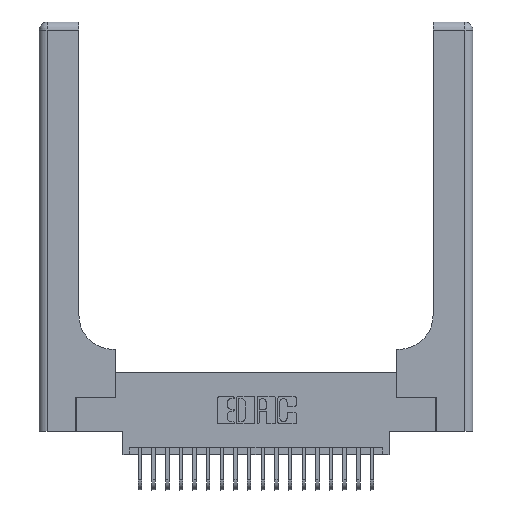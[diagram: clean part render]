
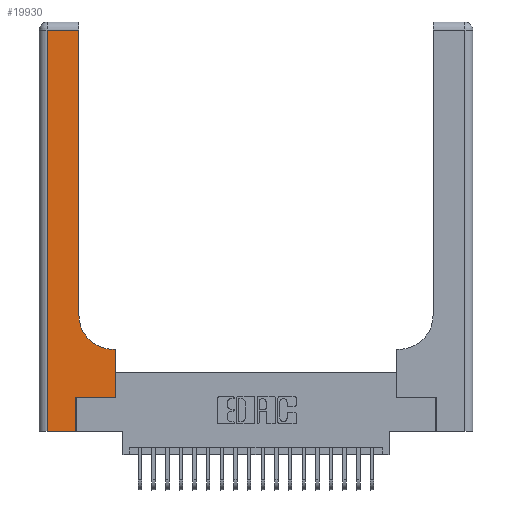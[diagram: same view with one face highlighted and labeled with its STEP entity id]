
A CAD part, top view. The second image highlights one B-rep face of the part: STEP entity #19930.
In plain terms, the highlighted planar face has unit normal (0, 0, 1).
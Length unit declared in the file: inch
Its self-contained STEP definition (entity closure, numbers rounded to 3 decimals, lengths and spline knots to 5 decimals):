
#202 = DIRECTION ( 'NONE',  ( 0., 1., 0. ) ) ;
#290 = DIRECTION ( 'NONE',  ( 0., -1., 0. ) ) ;
#649 = VERTEX_POINT ( 'NONE', #5439 ) ;
#1275 = VERTEX_POINT ( 'NONE', #15787 ) ;
#1448 = EDGE_CURVE ( 'NONE', #12721, #649, #3163, .T. ) ;
#1951 = CARTESIAN_POINT ( 'NONE',  ( 0.06, 0., 0.37 ) ) ;
#2181 = ORIENTED_EDGE ( 'NONE', *, *, #1448, .T. ) ;
#3163 = LINE ( 'NONE', #13020, #22527 ) ;
#3772 = VECTOR ( 'NONE', #21754, 39.37008 ) ;
#4007 = EDGE_LOOP ( 'NONE', ( #9313, #14600, #11799, #10345, #2181, #22386, #12799, #18636, #8500 ) ) ;
#4009 = DIRECTION ( 'NONE',  ( 0., 1., 0. ) ) ;
#4649 = CARTESIAN_POINT ( 'NONE',  ( 0.5585, 0.6, 0.37 ) ) ;
#4883 = CIRCLE ( 'NONE', #12185, 0.25 ) ;
#4973 = LINE ( 'NONE', #17230, #24220 ) ;
#4991 = LINE ( 'NONE', #10605, #3772 ) ;
#5439 = CARTESIAN_POINT ( 'NONE',  ( 0.269, 0.25, 0.37 ) ) ;
#5710 = CARTESIAN_POINT ( 'NONE',  ( 0.2915, 0.85, 0.37 ) ) ;
#5997 = FACE_OUTER_BOUND ( 'NONE', #4007, .T. ) ;
#6595 = DIRECTION ( 'NONE',  ( -1., 0., 0. ) ) ;
#7301 = EDGE_CURVE ( 'NONE', #18372, #19251, #10052, .T. ) ;
#7356 = EDGE_CURVE ( 'NONE', #649, #22466, #12689, .T. ) ;
#7514 = CARTESIAN_POINT ( 'NONE',  ( 0.2915, 0.6, 0.37 ) ) ;
#7543 = VERTEX_POINT ( 'NONE', #21469 ) ;
#7688 = VECTOR ( 'NONE', #15181, 39.37008 ) ;
#8500 = ORIENTED_EDGE ( 'NONE', *, *, #16926, .T. ) ;
#8994 = EDGE_CURVE ( 'NONE', #1275, #7543, #4991, .T. ) ;
#9080 = LINE ( 'NONE', #11723, #13486 ) ;
#9249 = VERTEX_POINT ( 'NONE', #5710 ) ;
#9313 = ORIENTED_EDGE ( 'NONE', *, *, #14247, .T. ) ;
#9423 = DIRECTION ( 'NONE',  ( -1., 0., 0. ) ) ;
#9575 = AXIS2_PLACEMENT_3D ( 'NONE', #12192, #17900, #6595 ) ;
#9733 = CARTESIAN_POINT ( 'NONE',  ( 0.5585, 0.25, 0.37 ) ) ;
#10052 = LINE ( 'NONE', #7514, #23701 ) ;
#10185 = CARTESIAN_POINT ( 'NONE',  ( 0.5415, 0.6, 0.37 ) ) ;
#10345 = ORIENTED_EDGE ( 'NONE', *, *, #16918, .T. ) ;
#10605 = CARTESIAN_POINT ( 'NONE',  ( 0., 2.94, 0.37 ) ) ;
#11300 = VECTOR ( 'NONE', #202, 39.37008 ) ;
#11316 = DIRECTION ( 'NONE',  ( 0., 0., -1. ) ) ;
#11723 = CARTESIAN_POINT ( 'NONE',  ( 0.06, 3., 0.37 ) ) ;
#11799 = ORIENTED_EDGE ( 'NONE', *, *, #15474, .T. ) ;
#11817 = EDGE_CURVE ( 'NONE', #22466, #18372, #21208, .T. ) ;
#12185 = AXIS2_PLACEMENT_3D ( 'NONE', #22446, #11316, #24277 ) ;
#12192 = CARTESIAN_POINT ( 'NONE',  ( 0., 3., 0.37 ) ) ;
#12261 = VERTEX_POINT ( 'NONE', #1951 ) ;
#12371 = DIRECTION ( 'NONE',  ( 0., 1., 0. ) ) ;
#12689 = LINE ( 'NONE', #24344, #7688 ) ;
#12721 = VERTEX_POINT ( 'NONE', #18517 ) ;
#12799 = ORIENTED_EDGE ( 'NONE', *, *, #11817, .T. ) ;
#13020 = CARTESIAN_POINT ( 'NONE',  ( 0.269, 0., 0.37 ) ) ;
#13486 = VECTOR ( 'NONE', #290, 39.37008 ) ;
#13758 = LINE ( 'NONE', #20548, #22992 ) ;
#14046 = PLANE ( 'NONE',  #9575 ) ;
#14247 = EDGE_CURVE ( 'NONE', #9249, #1275, #4973, .T. ) ;
#14600 = ORIENTED_EDGE ( 'NONE', *, *, #8994, .T. ) ;
#15181 = DIRECTION ( 'NONE',  ( 1., 0., 0. ) ) ;
#15474 = EDGE_CURVE ( 'NONE', #7543, #12261, #9080, .T. ) ;
#15787 = CARTESIAN_POINT ( 'NONE',  ( 0.2915, 2.94, 0.37 ) ) ;
#16918 = EDGE_CURVE ( 'NONE', #12261, #12721, #13758, .T. ) ;
#16926 = EDGE_CURVE ( 'NONE', #19251, #9249, #4883, .T. ) ;
#17230 = CARTESIAN_POINT ( 'NONE',  ( 0.2915, 3., 0.37 ) ) ;
#17900 = DIRECTION ( 'NONE',  ( 0., 0., -1. ) ) ;
#18372 = VERTEX_POINT ( 'NONE', #4649 ) ;
#18517 = CARTESIAN_POINT ( 'NONE',  ( 0.269, 0., 0.37 ) ) ;
#18636 = ORIENTED_EDGE ( 'NONE', *, *, #7301, .T. ) ;
#19251 = VERTEX_POINT ( 'NONE', #10185 ) ;
#19930 = ADVANCED_FACE ( 'NONE', ( #5997 ), #14046, .F. ) ;
#19965 = CARTESIAN_POINT ( 'NONE',  ( 0.5585, 0.25, 0.37 ) ) ;
#20548 = CARTESIAN_POINT ( 'NONE',  ( 0., 0., 0.37 ) ) ;
#21208 = LINE ( 'NONE', #9733, #11300 ) ;
#21469 = CARTESIAN_POINT ( 'NONE',  ( 0.06, 2.94, 0.37 ) ) ;
#21754 = DIRECTION ( 'NONE',  ( -1., 0., 0. ) ) ;
#22365 = DIRECTION ( 'NONE',  ( 1., 0., 0. ) ) ;
#22386 = ORIENTED_EDGE ( 'NONE', *, *, #7356, .T. ) ;
#22446 = CARTESIAN_POINT ( 'NONE',  ( 0.5415, 0.85, 0.37 ) ) ;
#22466 = VERTEX_POINT ( 'NONE', #19965 ) ;
#22527 = VECTOR ( 'NONE', #12371, 39.37008 ) ;
#22992 = VECTOR ( 'NONE', #22365, 39.37008 ) ;
#23701 = VECTOR ( 'NONE', #9423, 39.37008 ) ;
#24220 = VECTOR ( 'NONE', #4009, 39.37008 ) ;
#24277 = DIRECTION ( 'NONE',  ( 1., 0., 0. ) ) ;
#24344 = CARTESIAN_POINT ( 'NONE',  ( 0.269, 0.25, 0.37 ) ) ;
